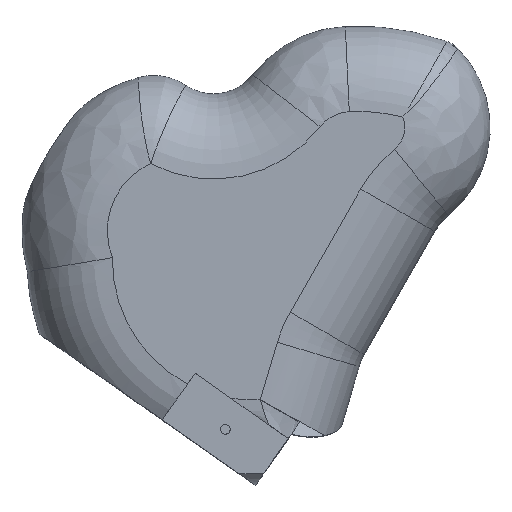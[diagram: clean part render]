
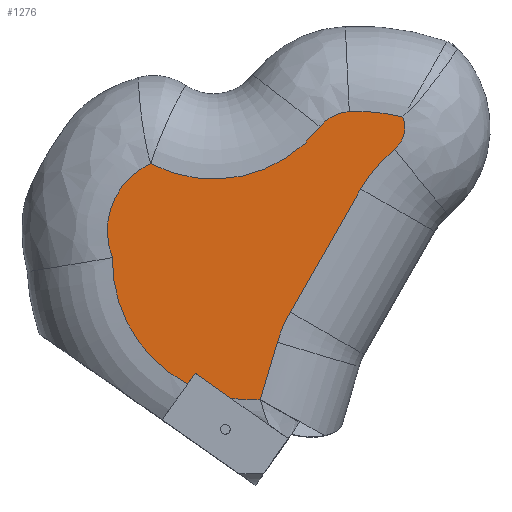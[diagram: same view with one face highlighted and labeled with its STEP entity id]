
A CAD part, top view. The second image highlights one B-rep face of the part: STEP entity #1276.
In plain terms, the highlighted planar face has unit normal (0, 0, 1).
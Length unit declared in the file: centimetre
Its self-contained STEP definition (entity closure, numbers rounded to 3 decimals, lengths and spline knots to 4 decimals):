
#116=PLANE('',#1436);
#193=FACE_OUTER_BOUND('',#273,.T.);
#273=EDGE_LOOP('',(#1159,#1160,#1161,#1162,#1163,#1164,#1165,#1166,#1167,
#1168,#1169,#1170,#1171));
#283=LINE('',#1847,#345);
#284=LINE('',#1863,#346);
#328=LINE('',#3038,#390);
#329=LINE('',#3049,#391);
#345=VECTOR('',#1472,1.);
#346=VECTOR('',#1475,1.);
#390=VECTOR('',#1733,1.);
#391=VECTOR('',#1746,1.);
#404=CIRCLE('',#1311,4.9178);
#417=CIRCLE('',#1337,4.9178);
#434=CIRCLE('',#1368,2.6021);
#465=CIRCLE('',#1413,5.);
#469=CIRCLE('',#1419,5.);
#471=CIRCLE('',#1421,0.9823);
#474=CIRCLE('',#1425,6.4451);
#476=CIRCLE('',#1427,1.3763);
#477=CIRCLE('',#1429,4.7337);
#490=VERTEX_POINT('',#1835);
#491=VERTEX_POINT('',#1845);
#493=VERTEX_POINT('',#1856);
#509=VERTEX_POINT('',#1999);
#511=VERTEX_POINT('',#2048);
#562=VERTEX_POINT('',#2548);
#584=VERTEX_POINT('',#2996);
#587=VERTEX_POINT('',#3036);
#589=VERTEX_POINT('',#3041);
#591=VERTEX_POINT('',#3047);
#593=VERTEX_POINT('',#3053);
#594=VERTEX_POINT('',#3075);
#595=VERTEX_POINT('',#3087);
#613=EDGE_CURVE('',#490,#491,#283,.T.);
#616=EDGE_CURVE('',#491,#493,#284,.T.);
#639=EDGE_CURVE('',#490,#511,#404,.T.);
#678=EDGE_CURVE('',#509,#493,#417,.T.);
#720=EDGE_CURVE('',#511,#562,#434,.T.);
#766=EDGE_CURVE('',#587,#509,#328,.T.);
#768=EDGE_CURVE('',#589,#587,#465,.T.);
#771=EDGE_CURVE('',#591,#589,#329,.T.);
#774=EDGE_CURVE('',#593,#591,#469,.T.);
#776=EDGE_CURVE('',#584,#593,#471,.T.);
#779=EDGE_CURVE('',#594,#584,#474,.T.);
#781=EDGE_CURVE('',#595,#594,#476,.T.);
#782=EDGE_CURVE('',#562,#595,#477,.T.);
#1159=ORIENTED_EDGE('',*,*,#616,.T.);
#1160=ORIENTED_EDGE('',*,*,#678,.F.);
#1161=ORIENTED_EDGE('',*,*,#766,.F.);
#1162=ORIENTED_EDGE('',*,*,#768,.F.);
#1163=ORIENTED_EDGE('',*,*,#771,.F.);
#1164=ORIENTED_EDGE('',*,*,#774,.F.);
#1165=ORIENTED_EDGE('',*,*,#776,.F.);
#1166=ORIENTED_EDGE('',*,*,#779,.F.);
#1167=ORIENTED_EDGE('',*,*,#781,.F.);
#1168=ORIENTED_EDGE('',*,*,#782,.F.);
#1169=ORIENTED_EDGE('',*,*,#720,.F.);
#1170=ORIENTED_EDGE('',*,*,#639,.F.);
#1171=ORIENTED_EDGE('',*,*,#613,.T.);
#1276=ADVANCED_FACE('',(#193),#116,.T.);
#1311=AXIS2_PLACEMENT_3D('',#2049,#1499,#1500);
#1337=AXIS2_PLACEMENT_3D('',#2351,#1559,#1560);
#1368=AXIS2_PLACEMENT_3D('',#2549,#1639,#1640);
#1413=AXIS2_PLACEMENT_3D('',#3043,#1738,#1739);
#1419=AXIS2_PLACEMENT_3D('',#3055,#1752,#1753);
#1421=AXIS2_PLACEMENT_3D('',#3072,#1756,#1757);
#1425=AXIS2_PLACEMENT_3D('',#3077,#1764,#1765);
#1427=AXIS2_PLACEMENT_3D('',#3089,#1768,#1769);
#1429=AXIS2_PLACEMENT_3D('',#3091,#1772,#1773);
#1436=AXIS2_PLACEMENT_3D('',#3103,#1791,#1792);
#1472=DIRECTION('',(0.574,0.819,0.));
#1475=DIRECTION('',(0.819,-0.574,0.));
#1499=DIRECTION('center_axis',(0.,0.,-1.));
#1500=DIRECTION('ref_axis',(-0.621,-0.784,0.));
#1559=DIRECTION('center_axis',(0.,0.,-1.));
#1560=DIRECTION('ref_axis',(-0.621,-0.784,0.));
#1639=DIRECTION('center_axis',(0.,0.,-1.));
#1640=DIRECTION('ref_axis',(-0.868,0.496,0.));
#1733=DIRECTION('',(-0.285,-0.959,0.));
#1738=DIRECTION('center_axis',(0.,0.,1.));
#1739=DIRECTION('ref_axis',(-0.919,0.393,0.));
#1746=DIRECTION('',(-0.497,-0.868,0.));
#1752=DIRECTION('center_axis',(0.,0.,1.));
#1753=DIRECTION('ref_axis',(-0.762,0.647,0.));
#1756=DIRECTION('center_axis',(0.,0.,-1.));
#1757=DIRECTION('ref_axis',(0.998,-0.057,0.));
#1764=DIRECTION('center_axis',(0.,0.,-1.));
#1765=DIRECTION('ref_axis',(0.145,0.989,0.));
#1768=DIRECTION('center_axis',(0.,0.,-1.));
#1769=DIRECTION('ref_axis',(-0.462,0.887,0.));
#1772=DIRECTION('center_axis',(0.,0.,1.));
#1773=DIRECTION('ref_axis',(0.157,-0.988,0.));
#1791=DIRECTION('center_axis',(0.,0.,1.));
#1792=DIRECTION('ref_axis',(1.,0.,0.));
#1835=CARTESIAN_POINT('',(4.6317,-28.9516,10.));
#1845=CARTESIAN_POINT('',(4.8947,-28.5759,10.));
#1847=CARTESIAN_POINT('',(5.6456,-27.5035,10.));
#1856=CARTESIAN_POINT('',(6.1431,-29.4501,10.));
#1863=CARTESIAN_POINT('',(5.4629,-28.9737,10.));
#1999=CARTESIAN_POINT('',(7.1893,-29.5017,10.));
#2048=CARTESIAN_POINT('',(1.9902,-24.5106,10.));
#2049=CARTESIAN_POINT('Origin',(6.9073,-24.592,10.));
#2351=CARTESIAN_POINT('Origin',(6.9073,-24.592,10.));
#2548=CARTESIAN_POINT('',(3.3357,-21.2049,10.));
#2549=CARTESIAN_POINT('Origin',(4.417,-23.5717,10.));
#2996=CARTESIAN_POINT('',(12.1967,-19.5697,10.));
#3036=CARTESIAN_POINT('',(7.7872,-27.4878,10.));
#3038=CARTESIAN_POINT('',(7.7803,-27.511,10.));
#3041=CARTESIAN_POINT('',(8.2406,-26.4278,10.));
#3043=CARTESIAN_POINT('Origin',(12.5805,-28.9108,10.));
#3047=CARTESIAN_POINT('',(10.7167,-22.0998,10.));
#3049=CARTESIAN_POINT('',(8.5209,-25.9378,10.));
#3053=CARTESIAN_POINT('',(11.9052,-20.7009,10.));
#3055=CARTESIAN_POINT('Origin',(15.0566,-24.5828,10.));
#3072=CARTESIAN_POINT('Origin',(11.2861,-19.9383,10.));
#3075=CARTESIAN_POINT('',(10.3156,-19.3796,10.));
#3077=CARTESIAN_POINT('Origin',(10.6152,-25.8178,10.));
#3087=CARTESIAN_POINT('',(9.2906,-19.9129,10.));
#3089=CARTESIAN_POINT('Origin',(10.3796,-20.7544,10.));
#3091=CARTESIAN_POINT('Origin',(5.5449,-17.0183,10.));
#3103=CARTESIAN_POINT('Origin',(7.0417,-24.4412,10.));
